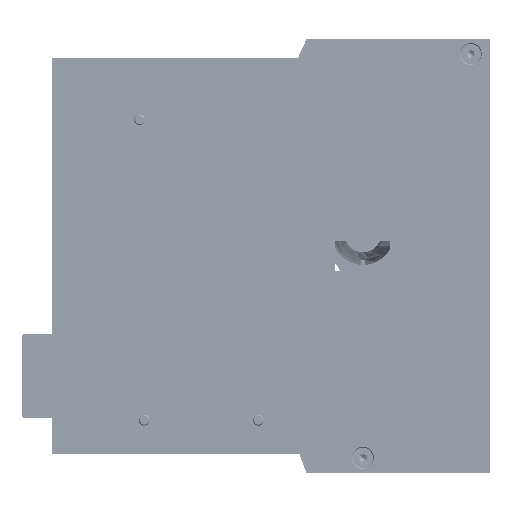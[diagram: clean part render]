
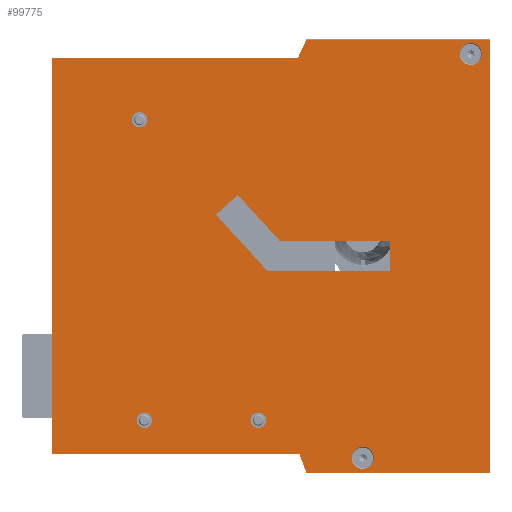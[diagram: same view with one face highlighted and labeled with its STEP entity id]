
A CAD part, left-side view. The second image highlights one B-rep face of the part: STEP entity #99775.
In plain terms, the highlighted face is planar.
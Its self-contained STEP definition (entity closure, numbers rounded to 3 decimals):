
#2984=FACE_BOUND('',#13627,.T.);
#2985=FACE_BOUND('',#13628,.T.);
#2986=FACE_BOUND('',#13629,.T.);
#2987=FACE_BOUND('',#13630,.T.);
#2988=FACE_BOUND('',#13631,.T.);
#2989=FACE_BOUND('',#13632,.T.);
#2990=FACE_BOUND('',#13633,.T.);
#3954=CIRCLE('',#105540,3.);
#3956=CIRCLE('',#105543,3.);
#3957=CIRCLE('',#105544,2.1);
#3958=CIRCLE('',#105545,2.1);
#3959=CIRCLE('',#105546,2.1);
#8499=FACE_OUTER_BOUND('',#13626,.T.);
#13626=EDGE_LOOP('',(#68811,#68812,#68813,#68814,#68815,#68816,#68817,#68818));
#13627=EDGE_LOOP('',(#68819));
#13628=EDGE_LOOP('',(#68820));
#13629=EDGE_LOOP('',(#68821));
#13630=EDGE_LOOP('',(#68822));
#13631=EDGE_LOOP('',(#68823,#68824,#68825));
#13632=EDGE_LOOP('',(#68826,#68827,#68828,#68829,#68830,#68831));
#13633=EDGE_LOOP('',(#68832));
#19731=LINE('',#142741,#31339);
#19767=LINE('',#142832,#31375);
#19770=LINE('',#142843,#31378);
#19771=LINE('',#142845,#31379);
#19772=LINE('',#142846,#31380);
#19773=LINE('',#142847,#31381);
#19774=LINE('',#142849,#31382);
#19775=LINE('',#142850,#31383);
#19776=LINE('',#142861,#31384);
#19777=LINE('',#142863,#31385);
#19778=LINE('',#142864,#31386);
#19779=LINE('',#142867,#31387);
#19780=LINE('',#142869,#31388);
#19781=LINE('',#142871,#31389);
#19782=LINE('',#142873,#31390);
#19783=LINE('',#142875,#31391);
#19784=LINE('',#142876,#31392);
#31339=VECTOR('',#114100,10.);
#31375=VECTOR('',#114160,10.);
#31378=VECTOR('',#114171,10.);
#31379=VECTOR('',#114172,10.);
#31380=VECTOR('',#114173,10.);
#31381=VECTOR('',#114174,10.);
#31382=VECTOR('',#114175,10.);
#31383=VECTOR('',#114176,10.);
#31384=VECTOR('',#114185,10.);
#31385=VECTOR('',#114186,10.);
#31386=VECTOR('',#114187,10.);
#31387=VECTOR('',#114188,10.);
#31388=VECTOR('',#114189,10.);
#31389=VECTOR('',#114190,10.);
#31390=VECTOR('',#114191,10.);
#31391=VECTOR('',#114192,10.);
#31392=VECTOR('',#114193,10.);
#42938=VERTEX_POINT('',#142738);
#42939=VERTEX_POINT('',#142740);
#42981=VERTEX_POINT('',#142829);
#42982=VERTEX_POINT('',#142831);
#42983=VERTEX_POINT('',#142835);
#42985=VERTEX_POINT('',#142841);
#42986=VERTEX_POINT('',#142842);
#42987=VERTEX_POINT('',#142844);
#42988=VERTEX_POINT('',#142848);
#42989=VERTEX_POINT('',#142851);
#42990=VERTEX_POINT('',#142853);
#42991=VERTEX_POINT('',#142855);
#42992=VERTEX_POINT('',#142857);
#42993=VERTEX_POINT('',#142859);
#42994=VERTEX_POINT('',#142860);
#42995=VERTEX_POINT('',#142862);
#42996=VERTEX_POINT('',#142865);
#42997=VERTEX_POINT('',#142866);
#42998=VERTEX_POINT('',#142868);
#42999=VERTEX_POINT('',#142870);
#43000=VERTEX_POINT('',#142872);
#43001=VERTEX_POINT('',#142874);
#53728=EDGE_CURVE('',#42939,#42938,#19731,.T.);
#53774=EDGE_CURVE('',#42982,#42981,#19767,.T.);
#53776=EDGE_CURVE('',#42983,#42983,#3954,.T.);
#53779=EDGE_CURVE('',#42985,#42986,#19770,.T.);
#53780=EDGE_CURVE('',#42986,#42987,#19771,.T.);
#53781=EDGE_CURVE('',#42987,#42939,#19772,.T.);
#53782=EDGE_CURVE('',#42938,#42982,#19773,.T.);
#53783=EDGE_CURVE('',#42981,#42988,#19774,.T.);
#53784=EDGE_CURVE('',#42988,#42985,#19775,.T.);
#53785=EDGE_CURVE('',#42989,#42989,#3956,.T.);
#53786=EDGE_CURVE('',#42990,#42990,#3957,.T.);
#53787=EDGE_CURVE('',#42991,#42991,#3958,.T.);
#53788=EDGE_CURVE('',#42992,#42992,#3959,.T.);
#53789=EDGE_CURVE('',#42993,#42994,#19776,.T.);
#53790=EDGE_CURVE('',#42994,#42995,#19777,.T.);
#53791=EDGE_CURVE('',#42995,#42993,#19778,.T.);
#53792=EDGE_CURVE('',#42996,#42997,#19779,.T.);
#53793=EDGE_CURVE('',#42997,#42998,#19780,.T.);
#53794=EDGE_CURVE('',#42998,#42999,#19781,.T.);
#53795=EDGE_CURVE('',#42999,#43000,#19782,.T.);
#53796=EDGE_CURVE('',#43000,#43001,#19783,.T.);
#53797=EDGE_CURVE('',#43001,#42996,#19784,.T.);
#68811=ORIENTED_EDGE('',*,*,#53779,.T.);
#68812=ORIENTED_EDGE('',*,*,#53780,.T.);
#68813=ORIENTED_EDGE('',*,*,#53781,.T.);
#68814=ORIENTED_EDGE('',*,*,#53728,.T.);
#68815=ORIENTED_EDGE('',*,*,#53782,.T.);
#68816=ORIENTED_EDGE('',*,*,#53774,.T.);
#68817=ORIENTED_EDGE('',*,*,#53783,.T.);
#68818=ORIENTED_EDGE('',*,*,#53784,.T.);
#68819=ORIENTED_EDGE('',*,*,#53785,.F.);
#68820=ORIENTED_EDGE('',*,*,#53786,.T.);
#68821=ORIENTED_EDGE('',*,*,#53787,.T.);
#68822=ORIENTED_EDGE('',*,*,#53788,.T.);
#68823=ORIENTED_EDGE('',*,*,#53789,.T.);
#68824=ORIENTED_EDGE('',*,*,#53790,.T.);
#68825=ORIENTED_EDGE('',*,*,#53791,.T.);
#68826=ORIENTED_EDGE('',*,*,#53792,.T.);
#68827=ORIENTED_EDGE('',*,*,#53793,.T.);
#68828=ORIENTED_EDGE('',*,*,#53794,.T.);
#68829=ORIENTED_EDGE('',*,*,#53795,.T.);
#68830=ORIENTED_EDGE('',*,*,#53796,.T.);
#68831=ORIENTED_EDGE('',*,*,#53797,.T.);
#68832=ORIENTED_EDGE('',*,*,#53776,.F.);
#95925=PLANE('',#105542);
#99775=ADVANCED_FACE('',(#8499,#2984,#2985,#2986,#2987,#2988,#2989,#2990),
#95925,.T.);
#105540=AXIS2_PLACEMENT_3D('',#142836,#114164,#114165);
#105542=AXIS2_PLACEMENT_3D('',#142840,#114169,#114170);
#105543=AXIS2_PLACEMENT_3D('',#142852,#114177,#114178);
#105544=AXIS2_PLACEMENT_3D('',#142854,#114179,#114180);
#105545=AXIS2_PLACEMENT_3D('',#142856,#114181,#114182);
#105546=AXIS2_PLACEMENT_3D('',#142858,#114183,#114184);
#114100=DIRECTION('',(1.,0.,0.));
#114160=DIRECTION('',(-1.,0.,0.));
#114164=DIRECTION('center_axis',(0.,0.,1.));
#114165=DIRECTION('ref_axis',(1.,0.,0.));
#114169=DIRECTION('center_axis',(0.,0.,1.));
#114170=DIRECTION('ref_axis',(1.,0.,0.));
#114171=DIRECTION('',(0.,-1.,0.));
#114172=DIRECTION('',(1.,0.,0.));
#114173=DIRECTION('',(0.354,-0.935,0.));
#114174=DIRECTION('',(0.,1.,0.));
#114175=DIRECTION('',(-0.421,-0.907,0.));
#114176=DIRECTION('',(-1.,0.,0.));
#114177=DIRECTION('center_axis',(0.,0.,1.));
#114178=DIRECTION('ref_axis',(1.,0.,0.));
#114179=DIRECTION('center_axis',(0.,0.,-1.));
#114180=DIRECTION('ref_axis',(1.,0.,0.));
#114181=DIRECTION('center_axis',(0.,0.,-1.));
#114182=DIRECTION('ref_axis',(1.,0.,0.));
#114183=DIRECTION('center_axis',(0.,0.,-1.));
#114184=DIRECTION('ref_axis',(1.,0.,0.));
#114185=DIRECTION('',(0.,1.,0.));
#114186=DIRECTION('',(1.,0.,0.));
#114187=DIRECTION('',(0.,-1.,0.));
#114188=DIRECTION('',(-0.676,0.737,0.));
#114189=DIRECTION('',(0.737,0.676,0.));
#114190=DIRECTION('',(0.676,-0.737,0.));
#114191=DIRECTION('',(1.,0.,0.));
#114192=DIRECTION('',(0.,-1.,0.));
#114193=DIRECTION('',(-1.,0.,0.));
#142738=CARTESIAN_POINT('',(0.,0.,5.));
#142740=CARTESIAN_POINT('',(-50.,0.,5.));
#142741=CARTESIAN_POINT('',(0.,0.,
5.));
#142829=CARTESIAN_POINT('',(-50.,118.,5.));
#142831=CARTESIAN_POINT('',(0.,118.,5.));
#142832=CARTESIAN_POINT('',(0.,118.,5.));
#142835=CARTESIAN_POINT('',(-37.6,4.,5.));
#142836=CARTESIAN_POINT('Origin',(-34.6,4.,5.));
#142840=CARTESIAN_POINT('Origin',(-85.,59.,5.));
#142841=CARTESIAN_POINT('',(-119.303,113.,5.));
#142842=CARTESIAN_POINT('',(-119.303,5.,5.));
#142843=CARTESIAN_POINT('',(-119.303,88.5,5.));
#142844=CARTESIAN_POINT('',(-51.892,5.,5.));
#142845=CARTESIAN_POINT('',(-68.446,5.,5.));
#142846=CARTESIAN_POINT('',(-61.958,31.597,5.));
#142847=CARTESIAN_POINT('',(0.,118.,5.));
#142848=CARTESIAN_POINT('',(-52.321,113.,5.));
#142849=CARTESIAN_POINT('',(-65.528,84.546,5.));
#142850=CARTESIAN_POINT('',(-99.257,113.,5.));
#142851=CARTESIAN_POINT('',(-8.177,114.095,5.));
#142852=CARTESIAN_POINT('Origin',(-5.177,114.095,5.));
#142853=CARTESIAN_POINT('',(-96.285,14.245,5.));
#142854=CARTESIAN_POINT('Origin',(-94.185,14.245,5.));
#142855=CARTESIAN_POINT('',(-65.17,14.245,5.));
#142856=CARTESIAN_POINT('Origin',(-63.07,14.245,5.));
#142857=CARTESIAN_POINT('',(-97.555,96.16,5.));
#142858=CARTESIAN_POINT('Origin',(-95.455,96.16,5.));
#142859=CARTESIAN_POINT('',(-99.265,89.175,5.));
#142860=CARTESIAN_POINT('',(-99.265,99.97,5.));
#142861=CARTESIAN_POINT('',(-99.265,37.74,5.));
#142862=CARTESIAN_POINT('',(-99.26,99.97,5.));
#142863=CARTESIAN_POINT('',(-99.257,99.97,5.));
#142864=CARTESIAN_POINT('',(-99.272,74.091,5.));
#142865=CARTESIAN_POINT('',(-60.619,55.,5.));
#142866=CARTESIAN_POINT('',(-74.623,70.279,5.));
#142867=CARTESIAN_POINT('',(-70.804,66.113,5.));
#142868=CARTESIAN_POINT('',(-68.725,75.685,5.));
#142869=CARTESIAN_POINT('',(-80.252,65.12,5.));
#142870=CARTESIAN_POINT('',(-57.099,63.,5.));
#142871=CARTESIAN_POINT('',(-64.906,71.518,5.));
#142872=CARTESIAN_POINT('',(-27.099,63.,5.));
#142873=CARTESIAN_POINT('',(-71.05,63.,5.));
#142874=CARTESIAN_POINT('',(-27.099,55.,5.));
#142875=CARTESIAN_POINT('',(-27.099,57.,5.));
#142876=CARTESIAN_POINT('',(-71.05,55.,5.));
